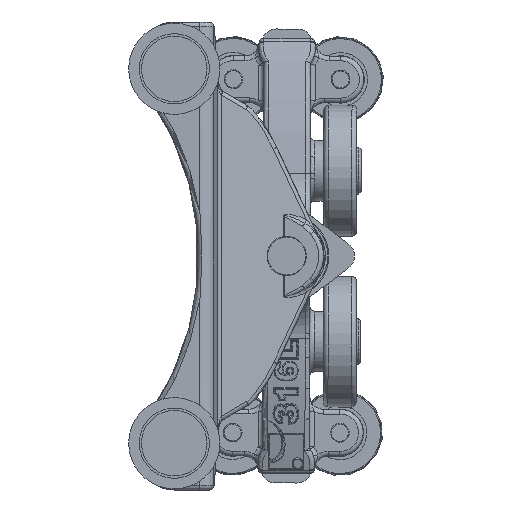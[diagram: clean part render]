
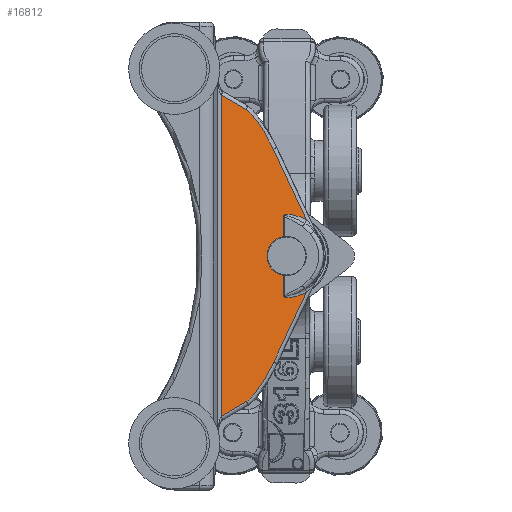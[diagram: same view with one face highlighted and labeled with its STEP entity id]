
A CAD part, front view. The second image highlights one B-rep face of the part: STEP entity #16812.
In plain terms, the highlighted planar face has unit normal (0.208, -0.978, 0).
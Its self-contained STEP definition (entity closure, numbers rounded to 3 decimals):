
#740=ELLIPSE('',#18320,4.282,4.188);
#741=ELLIPSE('',#18321,9.099,8.9);
#742=ELLIPSE('',#18322,8.97,2.);
#743=ELLIPSE('',#18323,8.97,2.);
#744=ELLIPSE('',#18324,9.099,8.9);
#859=PLANE('',#18319);
#1107=LINE('',#25845,#1866);
#1110=LINE('',#26007,#1869);
#1111=LINE('',#26013,#1870);
#1112=LINE('',#26017,#1871);
#1113=LINE('',#26019,#1872);
#1114=LINE('',#26021,#1873);
#1115=LINE('',#26025,#1874);
#1866=VECTOR('',#20553,10.);
#1869=VECTOR('',#20570,10.);
#1870=VECTOR('',#20577,10.);
#1871=VECTOR('',#20580,10.);
#1872=VECTOR('',#20581,10.);
#1873=VECTOR('',#20582,10.);
#1874=VECTOR('',#20585,10.);
#2942=FACE_OUTER_BOUND('',#3961,.T.);
#3961=EDGE_LOOP('',(#11292,#11293,#11294,#11295,#11296,#11297,#11298,#11299,
#11300,#11301,#11302,#11303,#11304,#11305));
#6306=B_SPLINE_CURVE_WITH_KNOTS('',3,(#25816,#25817,#25818,#25819,#25820,
#25821,#25822,#25823,#25824,#25825),.UNSPECIFIED.,.F.,.F.,(4,1,1,1,1,2,
4),(-0.047,-0.038,-0.019,-0.009,
-0.005,0.,0.),.UNSPECIFIED.);
#6315=B_SPLINE_CURVE_WITH_KNOTS('',3,(#25990,#25991,#25992,#25993,#25994,
#25995,#25996,#25997,#25998,#25999,#26000),.UNSPECIFIED.,.F.,.F.,(4,2,1,
1,1,1,1,4),(-0.047,-0.047,-0.038,
-0.033,-0.028,-0.019,-0.009,
0.),.UNSPECIFIED.);
#6860=VERTEX_POINT('',#25814);
#6861=VERTEX_POINT('',#25815);
#6864=VERTEX_POINT('',#25840);
#6873=VERTEX_POINT('',#25976);
#6874=VERTEX_POINT('',#25978);
#6875=VERTEX_POINT('',#26002);
#6876=VERTEX_POINT('',#26010);
#6877=VERTEX_POINT('',#26012);
#6878=VERTEX_POINT('',#26014);
#6879=VERTEX_POINT('',#26016);
#6880=VERTEX_POINT('',#26018);
#6881=VERTEX_POINT('',#26020);
#6882=VERTEX_POINT('',#26022);
#6883=VERTEX_POINT('',#26024);
#8588=EDGE_CURVE('',#6860,#6861,#6306,.T.);
#8592=EDGE_CURVE('',#6864,#6860,#1107,.T.);
#8606=EDGE_CURVE('',#6874,#6873,#6315,.T.);
#8608=EDGE_CURVE('',#6873,#6875,#1110,.T.);
#8609=EDGE_CURVE('',#6864,#6875,#740,.T.);
#8610=EDGE_CURVE('',#6876,#6874,#741,.T.);
#8611=EDGE_CURVE('',#6877,#6876,#1111,.T.);
#8612=EDGE_CURVE('',#6878,#6877,#742,.T.);
#8613=EDGE_CURVE('',#6879,#6878,#1112,.T.);
#8614=EDGE_CURVE('',#6880,#6879,#1113,.T.);
#8615=EDGE_CURVE('',#6881,#6880,#1114,.T.);
#8616=EDGE_CURVE('',#6882,#6881,#743,.T.);
#8617=EDGE_CURVE('',#6883,#6882,#1115,.T.);
#8618=EDGE_CURVE('',#6861,#6883,#744,.T.);
#11292=ORIENTED_EDGE('',*,*,#8592,.F.);
#11293=ORIENTED_EDGE('',*,*,#8609,.T.);
#11294=ORIENTED_EDGE('',*,*,#8608,.F.);
#11295=ORIENTED_EDGE('',*,*,#8606,.F.);
#11296=ORIENTED_EDGE('',*,*,#8610,.F.);
#11297=ORIENTED_EDGE('',*,*,#8611,.F.);
#11298=ORIENTED_EDGE('',*,*,#8612,.F.);
#11299=ORIENTED_EDGE('',*,*,#8613,.F.);
#11300=ORIENTED_EDGE('',*,*,#8614,.F.);
#11301=ORIENTED_EDGE('',*,*,#8615,.F.);
#11302=ORIENTED_EDGE('',*,*,#8616,.F.);
#11303=ORIENTED_EDGE('',*,*,#8617,.F.);
#11304=ORIENTED_EDGE('',*,*,#8618,.F.);
#11305=ORIENTED_EDGE('',*,*,#8588,.F.);
#16812=ADVANCED_FACE('',(#2942),#859,.T.);
#18319=AXIS2_PLACEMENT_3D('',#26008,#20571,#20572);
#18320=AXIS2_PLACEMENT_3D('',#26009,#20573,#20574);
#18321=AXIS2_PLACEMENT_3D('',#26011,#20575,#20576);
#18322=AXIS2_PLACEMENT_3D('',#26015,#20578,#20579);
#18323=AXIS2_PLACEMENT_3D('',#26023,#20583,#20584);
#18324=AXIS2_PLACEMENT_3D('',#26026,#20586,#20587);
#20553=DIRECTION('',(0.,0.,-1.));
#20570=DIRECTION('',(0.,0.,-1.));
#20571=DIRECTION('center_axis',(0.208,-0.978,0.));
#20572=DIRECTION('ref_axis',(0.978,0.208,0.));
#20573=DIRECTION('center_axis',(-0.208,0.978,0.));
#20574=DIRECTION('ref_axis',(-0.978,-0.208,0.));
#20575=DIRECTION('center_axis',(0.208,-0.978,0.));
#20576=DIRECTION('ref_axis',(0.978,0.208,0.));
#20577=DIRECTION('',(0.421,0.089,-0.903));
#20578=DIRECTION('center_axis',(-0.208,0.978,0.));
#20579=DIRECTION('ref_axis',(-0.459,-0.098,0.883));
#20580=DIRECTION('',(0.849,0.181,-0.496));
#20581=DIRECTION('',(0.,0.,1.));
#20582=DIRECTION('',(-0.849,-0.181,-0.496));
#20583=DIRECTION('center_axis',(-0.208,0.978,0.));
#20584=DIRECTION('ref_axis',(-0.459,-0.098,-0.883));
#20585=DIRECTION('',(-0.421,-0.089,-0.903));
#20586=DIRECTION('center_axis',(0.208,-0.978,0.));
#20587=DIRECTION('ref_axis',(0.978,0.208,0.));
#25814=CARTESIAN_POINT('',(-0.656,-4.02,-8.494));
#25815=CARTESIAN_POINT('',(-0.461,-3.978,-8.896));
#25816=CARTESIAN_POINT('Ctrl Pts',(-0.656,-4.02,
-8.494));
#25817=CARTESIAN_POINT('Ctrl Pts',(-0.656,-4.02,
-8.526));
#25818=CARTESIAN_POINT('Ctrl Pts',(-0.65,-4.018,
-8.622));
#25819=CARTESIAN_POINT('Ctrl Pts',(-0.617,-4.011,
-8.745));
#25820=CARTESIAN_POINT('Ctrl Pts',(-0.553,-3.998,
-8.837));
#25821=CARTESIAN_POINT('Ctrl Pts',(-0.506,-3.988,
-8.878));
#25822=CARTESIAN_POINT('Ctrl Pts',(-0.478,-3.982,
-8.892));
#25823=CARTESIAN_POINT('Ctrl Pts',(-0.462,-3.978,
-8.896));
#25824=CARTESIAN_POINT('Ctrl Pts',(-0.461,-3.978,
-8.896));
#25825=CARTESIAN_POINT('Ctrl Pts',(-0.461,-3.978,
-8.896));
#25840=CARTESIAN_POINT('',(-0.656,-4.02,-4.136));
#25845=CARTESIAN_POINT('',(-0.656,-4.02,0.));
#25976=CARTESIAN_POINT('',(-0.656,-4.02,8.494));
#25978=CARTESIAN_POINT('',(-0.461,-3.978,8.896));
#25990=CARTESIAN_POINT('Ctrl Pts',(-0.461,-3.978,
8.896));
#25991=CARTESIAN_POINT('Ctrl Pts',(-0.461,-3.978,
8.896));
#25992=CARTESIAN_POINT('Ctrl Pts',(-0.462,-3.978,
8.896));
#25993=CARTESIAN_POINT('Ctrl Pts',(-0.493,-3.985,
8.888));
#25994=CARTESIAN_POINT('Ctrl Pts',(-0.531,-3.993,
8.859));
#25995=CARTESIAN_POINT('Ctrl Pts',(-0.571,-4.002,
8.811));
#25996=CARTESIAN_POINT('Ctrl Pts',(-0.604,-4.009,
8.757));
#25997=CARTESIAN_POINT('Ctrl Pts',(-0.633,-4.015,
8.683));
#25998=CARTESIAN_POINT('Ctrl Pts',(-0.652,-4.019,
8.59));
#25999=CARTESIAN_POINT('Ctrl Pts',(-0.656,-4.02,
8.526));
#26000=CARTESIAN_POINT('Ctrl Pts',(-0.656,-4.02,
8.494));
#26002=CARTESIAN_POINT('',(-0.656,-4.02,4.136));
#26007=CARTESIAN_POINT('',(-0.656,-4.02,0.));
#26008=CARTESIAN_POINT('Origin',(-14.678,-7.,0.));
#26009=CARTESIAN_POINT('Origin',(0.,-3.88,
0.));
#26010=CARTESIAN_POINT('',(4.222,-2.983,7.719));
#26011=CARTESIAN_POINT('Origin',(-0.208,-3.924,0.));
#26012=CARTESIAN_POINT('',(-2.836,-4.483,22.855));
#26013=CARTESIAN_POINT('',(5.087,-2.799,5.864));
#26014=CARTESIAN_POINT('',(-8.636,-5.716,31.244));
#26015=CARTESIAN_POINT('Origin',(-5.327,-5.013,23.464));
#26016=CARTESIAN_POINT('',(-14.018,-6.86,34.387));
#26017=CARTESIAN_POINT('',(-5.535,-5.057,29.433));
#26018=CARTESIAN_POINT('',(-14.018,-6.86,-34.253));
#26019=CARTESIAN_POINT('',(-14.018,-6.86,0.));
#26020=CARTESIAN_POINT('',(-8.55,-5.698,-31.06));
#26021=CARTESIAN_POINT('',(6.348,-2.531,-22.36));
#26022=CARTESIAN_POINT('',(-2.75,-4.465,-22.671));
#26023=CARTESIAN_POINT('Origin',(-5.241,-4.994,-23.28));
#26024=CARTESIAN_POINT('',(4.222,-2.983,-7.719));
#26025=CARTESIAN_POINT('',(-5.705,-5.093,-29.008));
#26026=CARTESIAN_POINT('Origin',(-0.208,-3.924,0.));
